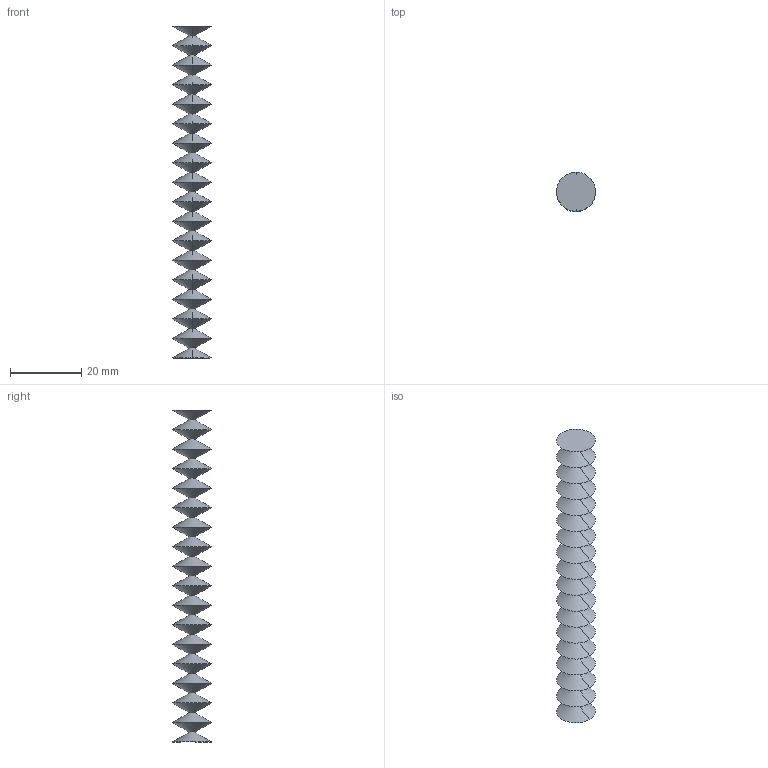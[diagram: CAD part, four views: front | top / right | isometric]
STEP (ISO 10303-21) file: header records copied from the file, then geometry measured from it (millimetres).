
FILE_DESCRIPTION(/* description */ (''),/* implementation_level */ '2;1');
FILE_NAME(/* name */ 'cavity_1',/* time_stamp */ '2019-12-06T01:59:21-06:00',/* author */ (''),/* organization */ (''),/* preprocessor_version */ 'ST-DEVELOPER v16.5',/* originating_system */ '',/* authorisation */ '');
FILE_SCHEMA (('AUTOMOTIVE_DESIGN'));
Length unit declared in the file: millimetre
Products named in the file (1): Document
Bounding box: 11 x 11 x 93.49 mm (x, y, z)
Volume: 3420.8 mm3; surface area: 3859.2 mm2
Topology: 1 solids, 1 shells, 70 faces, 138 edges, 70 vertices
Faces by surface type: bspline 68, plane 2
Entity records: 2042 total; most frequent: CARTESIAN_POINT 1240, ORIENTED_EDGE 276, EDGE_CURVE 138, ADVANCED_FACE 70, FACE_OUTER_BOUND 70, EDGE_LOOP 70, VERTEX_POINT 70, B_SPLINE_CURVE_WITH_KNOTS 68
